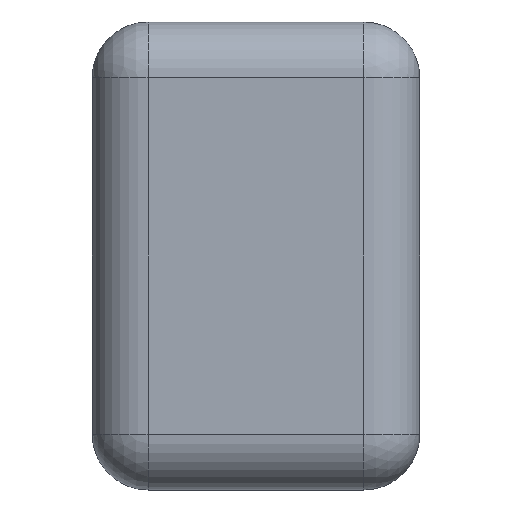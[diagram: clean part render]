
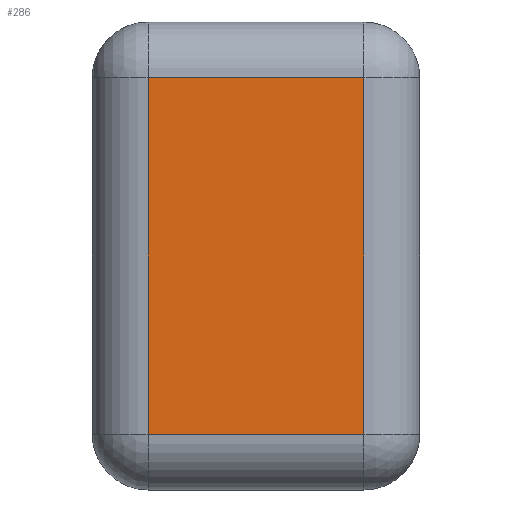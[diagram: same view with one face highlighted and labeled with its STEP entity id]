
A CAD part, left-side view. The second image highlights one B-rep face of the part: STEP entity #286.
In plain terms, the highlighted planar face has unit normal (-1, 0, 0).
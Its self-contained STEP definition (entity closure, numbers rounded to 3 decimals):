
#20 = ORIENTED_EDGE ( 'NONE', *, *, #136, .T. ) ;
#21 = VECTOR ( 'NONE', #630, 1000. ) ;
#28 = VECTOR ( 'NONE', #326, 1000. ) ;
#33 = DIRECTION ( 'NONE',  ( 0., 0., -1. ) ) ;
#59 = ORIENTED_EDGE ( 'NONE', *, *, #521, .T. ) ;
#101 = LINE ( 'NONE', #265, #349 ) ;
#106 = CARTESIAN_POINT ( 'NONE',  ( -37.5, 19.45, -12.75 ) ) ;
#136 = EDGE_CURVE ( 'NONE', #158, #492, #332, .T. ) ;
#140 = PLANE ( 'NONE',  #509 ) ;
#158 = VERTEX_POINT ( 'NONE', #284 ) ;
#211 = VERTEX_POINT ( 'NONE', #448 ) ;
#265 = CARTESIAN_POINT ( 'NONE',  ( -37.5, 19.45, 16.75 ) ) ;
#284 = CARTESIAN_POINT ( 'NONE',  ( -37.5, 4., -12.75 ) ) ;
#286 = ADVANCED_FACE ( 'NONE', ( #575 ), #140, .F. ) ;
#318 = CARTESIAN_POINT ( 'NONE',  ( -37.5, 4., 16.75 ) ) ;
#326 = DIRECTION ( 'NONE',  ( 0., -1., 0. ) ) ;
#332 = LINE ( 'NONE', #318, #445 ) ;
#349 = VECTOR ( 'NONE', #475, 1000. ) ;
#377 = CARTESIAN_POINT ( 'NONE',  ( -37.5, 4., 12.75 ) ) ;
#422 = LINE ( 'NONE', #635, #21 ) ;
#430 = LINE ( 'NONE', #596, #28 ) ;
#442 = ORIENTED_EDGE ( 'NONE', *, *, #632, .T. ) ;
#445 = VECTOR ( 'NONE', #540, 1000. ) ;
#448 = CARTESIAN_POINT ( 'NONE',  ( -37.5, 19.45, 12.75 ) ) ;
#451 = VERTEX_POINT ( 'NONE', #106 ) ;
#463 = EDGE_CURVE ( 'NONE', #211, #451, #101, .T. ) ;
#464 = CARTESIAN_POINT ( 'NONE',  ( -37.5, 23.45, 16.75 ) ) ;
#475 = DIRECTION ( 'NONE',  ( 0., 0., -1. ) ) ;
#484 = EDGE_LOOP ( 'NONE', ( #59, #20, #442, #614 ) ) ;
#492 = VERTEX_POINT ( 'NONE', #377 ) ;
#509 = AXIS2_PLACEMENT_3D ( 'NONE', #464, #636, #33 ) ;
#521 = EDGE_CURVE ( 'NONE', #451, #158, #430, .T. ) ;
#540 = DIRECTION ( 'NONE',  ( 0., 0., 1. ) ) ;
#575 = FACE_OUTER_BOUND ( 'NONE', #484, .T. ) ;
#596 = CARTESIAN_POINT ( 'NONE',  ( -37.5, 23.45, -12.75 ) ) ;
#614 = ORIENTED_EDGE ( 'NONE', *, *, #463, .T. ) ;
#630 = DIRECTION ( 'NONE',  ( 0., 1., 0. ) ) ;
#632 = EDGE_CURVE ( 'NONE', #492, #211, #422, .T. ) ;
#635 = CARTESIAN_POINT ( 'NONE',  ( -37.5, 23.45, 12.75 ) ) ;
#636 = DIRECTION ( 'NONE',  ( 1., 0., 0. ) ) ;
